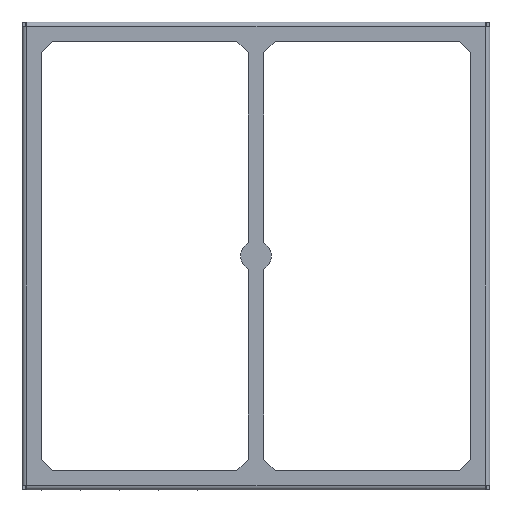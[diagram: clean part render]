
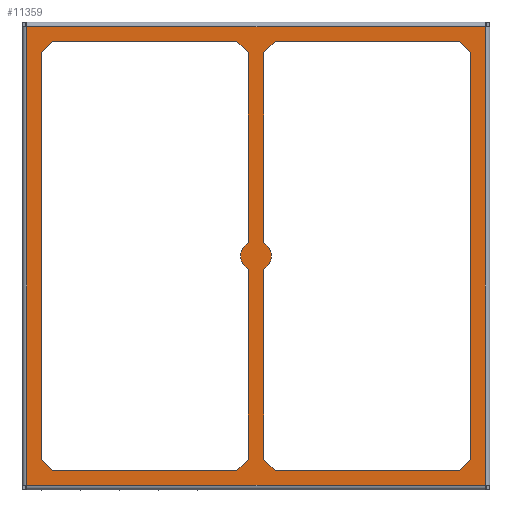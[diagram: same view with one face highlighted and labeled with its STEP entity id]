
A CAD part, top view. The second image highlights one B-rep face of the part: STEP entity #11359.
In plain terms, the highlighted planar face has unit normal (0, 0, 1).
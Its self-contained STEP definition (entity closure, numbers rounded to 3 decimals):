
#108=CIRCLE('',#11893,2.);
#109=CIRCLE('',#11894,2.);
#1050=ORIENTED_EDGE('',*,*,#3612,.T.);
#1051=ORIENTED_EDGE('',*,*,#3382,.F.);
#1052=ORIENTED_EDGE('',*,*,#3378,.T.);
#1053=ORIENTED_EDGE('',*,*,#3435,.F.);
#1054=ORIENTED_EDGE('',*,*,#3613,.F.);
#1055=ORIENTED_EDGE('',*,*,#3614,.F.);
#1056=ORIENTED_EDGE('',*,*,#3615,.T.);
#1057=ORIENTED_EDGE('',*,*,#3616,.F.);
#1058=ORIENTED_EDGE('',*,*,#3617,.T.);
#1059=ORIENTED_EDGE('',*,*,#3618,.F.);
#1060=ORIENTED_EDGE('',*,*,#3579,.T.);
#1061=ORIENTED_EDGE('',*,*,#3619,.T.);
#1062=ORIENTED_EDGE('',*,*,#3620,.T.);
#1063=ORIENTED_EDGE('',*,*,#3621,.F.);
#1064=ORIENTED_EDGE('',*,*,#3622,.T.);
#1065=ORIENTED_EDGE('',*,*,#3623,.F.);
#1066=ORIENTED_EDGE('',*,*,#3624,.F.);
#1067=ORIENTED_EDGE('',*,*,#3625,.F.);
#1068=ORIENTED_EDGE('',*,*,#3581,.T.);
#1069=ORIENTED_EDGE('',*,*,#3626,.F.);
#1070=ORIENTED_EDGE('',*,*,#3627,.T.);
#1071=ORIENTED_EDGE('',*,*,#3628,.T.);
#1072=ORIENTED_EDGE('',*,*,#3629,.T.);
#1073=ORIENTED_EDGE('',*,*,#3630,.T.);
#3378=EDGE_CURVE('',#4674,#4675,#5528,.T.);
#3382=EDGE_CURVE('',#4674,#4678,#5532,.T.);
#3435=EDGE_CURVE('',#4728,#4675,#5571,.T.);
#3579=EDGE_CURVE('',#4851,#4850,#5659,.T.);
#3581=EDGE_CURVE('',#4852,#4853,#5661,.T.);
#3612=EDGE_CURVE('',#4878,#4678,#5680,.T.);
#3613=EDGE_CURVE('',#4879,#4728,#108,.T.);
#3614=EDGE_CURVE('',#4880,#4879,#5681,.T.);
#3615=EDGE_CURVE('',#4880,#4881,#5682,.T.);
#3616=EDGE_CURVE('',#4882,#4881,#5683,.T.);
#3617=EDGE_CURVE('',#4882,#4883,#5684,.T.);
#3618=EDGE_CURVE('',#4878,#4883,#5685,.T.);
#3619=EDGE_CURVE('',#4850,#4884,#5686,.T.);
#3620=EDGE_CURVE('',#4884,#4885,#5687,.T.);
#3621=EDGE_CURVE('',#4886,#4885,#5688,.T.);
#3622=EDGE_CURVE('',#4886,#4887,#5689,.T.);
#3623=EDGE_CURVE('',#4888,#4887,#5690,.T.);
#3624=EDGE_CURVE('',#4889,#4888,#109,.T.);
#3625=EDGE_CURVE('',#4852,#4889,#5691,.T.);
#3626=EDGE_CURVE('',#4851,#4853,#5692,.T.);
#3627=EDGE_CURVE('',#4890,#4891,#5693,.T.);
#3628=EDGE_CURVE('',#4891,#4892,#5694,.T.);
#3629=EDGE_CURVE('',#4892,#4893,#5695,.T.);
#3630=EDGE_CURVE('',#4893,#4890,#5696,.T.);
#4674=VERTEX_POINT('',#15396);
#4675=VERTEX_POINT('',#15397);
#4678=VERTEX_POINT('',#15405);
#4728=VERTEX_POINT('',#15522);
#4850=VERTEX_POINT('',#15828);
#4851=VERTEX_POINT('',#15830);
#4852=VERTEX_POINT('',#15834);
#4853=VERTEX_POINT('',#15835);
#4878=VERTEX_POINT('',#15900);
#4879=VERTEX_POINT('',#15902);
#4880=VERTEX_POINT('',#15904);
#4881=VERTEX_POINT('',#15906);
#4882=VERTEX_POINT('',#15908);
#4883=VERTEX_POINT('',#15910);
#4884=VERTEX_POINT('',#15913);
#4885=VERTEX_POINT('',#15915);
#4886=VERTEX_POINT('',#15917);
#4887=VERTEX_POINT('',#15919);
#4888=VERTEX_POINT('',#15921);
#4889=VERTEX_POINT('',#15923);
#4890=VERTEX_POINT('',#15927);
#4891=VERTEX_POINT('',#15928);
#4892=VERTEX_POINT('',#15930);
#4893=VERTEX_POINT('',#15932);
#5528=LINE('',#15395,#6324);
#5532=LINE('',#15404,#6328);
#5571=LINE('',#15521,#6367);
#5659=LINE('',#15829,#6455);
#5661=LINE('',#15833,#6457);
#5680=LINE('',#15899,#6476);
#5681=LINE('',#15903,#6477);
#5682=LINE('',#15905,#6478);
#5683=LINE('',#15907,#6479);
#5684=LINE('',#15909,#6480);
#5685=LINE('',#15911,#6481);
#5686=LINE('',#15912,#6482);
#5687=LINE('',#15914,#6483);
#5688=LINE('',#15916,#6484);
#5689=LINE('',#15918,#6485);
#5690=LINE('',#15920,#6486);
#5691=LINE('',#15924,#6487);
#5692=LINE('',#15925,#6488);
#5693=LINE('',#15926,#6489);
#5694=LINE('',#15929,#6490);
#5695=LINE('',#15931,#6491);
#5696=LINE('',#15933,#6492);
#6324=VECTOR('',#12706,1000.);
#6328=VECTOR('',#12712,1000.);
#6367=VECTOR('',#12807,1000.);
#6455=VECTOR('',#13089,1000.);
#6457=VECTOR('',#13093,1000.);
#6476=VECTOR('',#13154,1000.);
#6477=VECTOR('',#13157,1000.);
#6478=VECTOR('',#13158,1000.);
#6479=VECTOR('',#13159,1000.);
#6480=VECTOR('',#13160,1000.);
#6481=VECTOR('',#13161,1000.);
#6482=VECTOR('',#13162,1000.);
#6483=VECTOR('',#13163,1000.);
#6484=VECTOR('',#13164,1000.);
#6485=VECTOR('',#13165,1000.);
#6486=VECTOR('',#13166,1000.);
#6487=VECTOR('',#13169,1000.);
#6488=VECTOR('',#13170,1000.);
#6489=VECTOR('',#13171,1000.);
#6490=VECTOR('',#13172,1000.);
#6491=VECTOR('',#13173,1000.);
#6492=VECTOR('',#13174,1000.);
#7179=EDGE_LOOP('',(#1050,#1051,#1052,#1053,#1054,#1055,#1056,#1057,#1058,
#1059));
#7180=EDGE_LOOP('',(#1060,#1061,#1062,#1063,#1064,#1065,#1066,#1067,#1068,
#1069));
#7181=EDGE_LOOP('',(#1070,#1071,#1072,#1073));
#7625=FACE_BOUND('',#7179,.T.);
#7626=FACE_BOUND('',#7180,.T.);
#7627=FACE_BOUND('',#7181,.T.);
#8029=PLANE('',#11892);
#11359=ADVANCED_FACE('',(#7625,#7626,#7627),#8029,.T.);
#11892=AXIS2_PLACEMENT_3D('',#15898,#13152,#13153);
#11893=AXIS2_PLACEMENT_3D('',#15901,#13155,#13156);
#11894=AXIS2_PLACEMENT_3D('',#15922,#13167,#13168);
#12706=DIRECTION('',(-0.707,0.707,0.));
#12712=DIRECTION('',(1.,0.,0.));
#12807=DIRECTION('',(0.,-1.,0.));
#13089=DIRECTION('',(-0.707,0.707,0.));
#13093=DIRECTION('',(-0.707,-0.707,0.));
#13152=DIRECTION('',(0.,0.,1.));
#13153=DIRECTION('',(1.,0.,0.));
#13154=DIRECTION('',(-0.707,-0.707,0.));
#13155=DIRECTION('',(0.,0.,-1.));
#13156=DIRECTION('',(1.,0.,0.));
#13157=DIRECTION('',(0.,-1.,0.));
#13158=DIRECTION('',(0.707,0.707,0.));
#13159=DIRECTION('',(-1.,0.,0.));
#13160=DIRECTION('',(0.707,-0.707,0.));
#13161=DIRECTION('',(0.,1.,0.));
#13162=DIRECTION('',(0.,1.,0.));
#13163=DIRECTION('',(0.707,0.707,0.));
#13164=DIRECTION('',(-1.,0.,0.));
#13165=DIRECTION('',(0.707,-0.707,0.));
#13166=DIRECTION('',(0.,1.,0.));
#13167=DIRECTION('',(0.,0.,-1.));
#13168=DIRECTION('',(1.,0.,0.));
#13169=DIRECTION('',(0.,1.,0.));
#13170=DIRECTION('',(1.,0.,0.));
#13171=DIRECTION('',(0.,-1.,0.));
#13172=DIRECTION('',(1.,0.,0.));
#13173=DIRECTION('',(0.,1.,0.));
#13174=DIRECTION('',(-1.,0.,0.));
#15395=CARTESIAN_POINT('',(30.9,3.4,0.));
#15396=CARTESIAN_POINT('',(32.4,1.9,0.));
#15397=CARTESIAN_POINT('',(30.9,3.4,0.));
#15404=CARTESIAN_POINT('',(21.9,1.9,0.));
#15405=CARTESIAN_POINT('',(56.4,1.9,0.));
#15521=CARTESIAN_POINT('',(30.9,11.9,0.));
#15522=CARTESIAN_POINT('',(30.9,28.168,0.));
#15828=CARTESIAN_POINT('',(1.9,3.4,0.));
#15829=CARTESIAN_POINT('',(3.4,1.9,0.));
#15830=CARTESIAN_POINT('',(3.4,1.9,0.));
#15833=CARTESIAN_POINT('',(27.4,1.9,0.));
#15834=CARTESIAN_POINT('',(28.9,3.4,0.));
#15835=CARTESIAN_POINT('',(27.4,1.9,0.));
#15898=CARTESIAN_POINT('',(19.4,29.4,0.));
#15899=CARTESIAN_POINT('',(57.9,3.4,0.));
#15900=CARTESIAN_POINT('',(57.9,3.4,0.));
#15901=CARTESIAN_POINT('',(29.9,29.9,0.));
#15902=CARTESIAN_POINT('',(30.9,31.632,0.));
#15903=CARTESIAN_POINT('',(30.9,32.191,0.));
#15904=CARTESIAN_POINT('',(30.9,56.4,0.));
#15905=CARTESIAN_POINT('',(32.4,57.9,0.));
#15906=CARTESIAN_POINT('',(32.4,57.9,0.));
#15907=CARTESIAN_POINT('',(32.9,57.9,0.));
#15908=CARTESIAN_POINT('',(56.4,57.9,0.));
#15909=CARTESIAN_POINT('',(56.4,57.9,0.));
#15910=CARTESIAN_POINT('',(57.9,56.4,0.));
#15911=CARTESIAN_POINT('',(57.9,21.9,0.));
#15912=CARTESIAN_POINT('',(1.9,19.4,0.));
#15913=CARTESIAN_POINT('',(1.9,56.4,0.));
#15914=CARTESIAN_POINT('',(1.9,56.4,0.));
#15915=CARTESIAN_POINT('',(3.4,57.9,0.));
#15916=CARTESIAN_POINT('',(32.9,57.9,0.));
#15917=CARTESIAN_POINT('',(27.4,57.9,0.));
#15918=CARTESIAN_POINT('',(28.9,56.4,0.));
#15919=CARTESIAN_POINT('',(28.9,56.4,0.));
#15920=CARTESIAN_POINT('',(28.9,47.9,0.));
#15921=CARTESIAN_POINT('',(28.9,31.632,0.));
#15922=CARTESIAN_POINT('',(29.9,29.9,0.));
#15923=CARTESIAN_POINT('',(28.9,28.168,0.));
#15924=CARTESIAN_POINT('',(28.9,27.609,0.));
#15925=CARTESIAN_POINT('',(21.9,1.9,0.));
#15926=CARTESIAN_POINT('',(0.,35.,0.));
#15927=CARTESIAN_POINT('',(0.,59.8,0.));
#15928=CARTESIAN_POINT('',(0.,0.,0.));
#15929=CARTESIAN_POINT('',(44.8,0.,0.));
#15930=CARTESIAN_POINT('',(59.8,0.,0.));
#15931=CARTESIAN_POINT('',(59.8,39.8,0.));
#15932=CARTESIAN_POINT('',(59.8,59.8,0.));
#15933=CARTESIAN_POINT('',(20.,59.8,0.));
